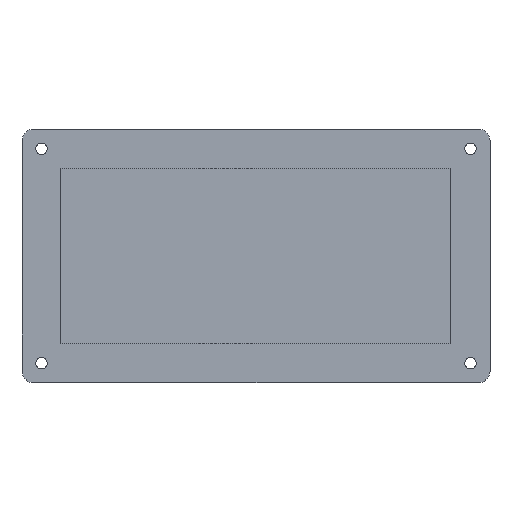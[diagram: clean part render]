
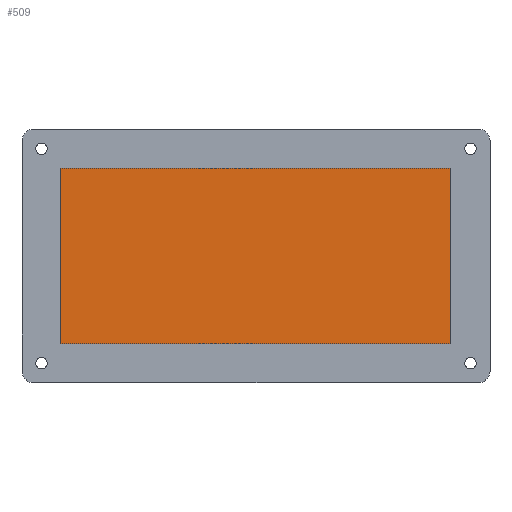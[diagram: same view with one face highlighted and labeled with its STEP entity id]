
A CAD part, top view. The second image highlights one B-rep face of the part: STEP entity #509.
In plain terms, the highlighted planar face has unit normal (0, 0, 1).
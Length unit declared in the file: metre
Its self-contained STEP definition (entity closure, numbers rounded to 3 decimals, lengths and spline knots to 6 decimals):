
#124=ORIENTED_EDGE('',*,*,#212,.F.);
#125=ORIENTED_EDGE('',*,*,#196,.T.);
#126=ORIENTED_EDGE('',*,*,#226,.T.);
#127=ORIENTED_EDGE('',*,*,#215,.F.);
#196=EDGE_CURVE('',#264,#265,#308,.T.);
#212=EDGE_CURVE('',#264,#280,#324,.T.);
#215=EDGE_CURVE('',#280,#282,#327,.T.);
#226=EDGE_CURVE('',#265,#282,#330,.T.);
#264=VERTEX_POINT('',#770);
#265=VERTEX_POINT('',#771);
#280=VERTEX_POINT('',#805);
#282=VERTEX_POINT('',#811);
#308=LINE('',#769,#352);
#324=LINE('',#804,#368);
#327=LINE('',#810,#371);
#330=LINE('',#836,#374);
#352=VECTOR('',#608,1.);
#368=VECTOR('',#630,1.);
#371=VECTOR('',#635,1.);
#374=VECTOR('',#664,1.);
#417=EDGE_LOOP('',(#124,#125,#126,#127));
#463=FACE_BOUND('',#417,.T.);
#490=PLANE('',#565);
#509=ADVANCED_FACE('',(#463),#490,.T.);
#565=AXIS2_PLACEMENT_3D('',#861,#688,#689);
#608=DIRECTION('',(0.,-1.,0.));
#630=DIRECTION('',(1.,0.,0.));
#635=DIRECTION('',(0.,-1.,0.));
#664=DIRECTION('',(1.,0.,0.));
#688=DIRECTION('',(0.,0.,1.));
#689=DIRECTION('',(1.,0.,0.));
#769=CARTESIAN_POINT('',(-0.040924,-0.006137,0.003));
#770=CARTESIAN_POINT('',(-0.040924,0.016363,0.003));
#771=CARTESIAN_POINT('',(-0.040924,-0.028637,0.003));
#804=CARTESIAN_POINT('',(0.009076,0.016363,0.003));
#805=CARTESIAN_POINT('',(0.059076,0.016363,0.003));
#810=CARTESIAN_POINT('',(0.059076,-0.006137,0.003));
#811=CARTESIAN_POINT('',(0.059076,-0.028637,0.003));
#836=CARTESIAN_POINT('',(0.009076,-0.028637,0.003));
#861=CARTESIAN_POINT('',(0.009076,-0.006137,0.003));
